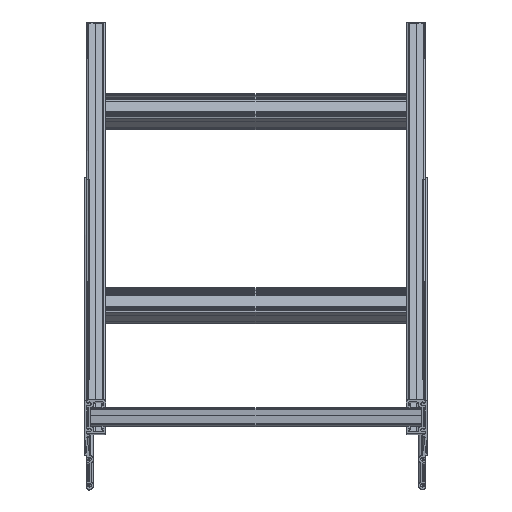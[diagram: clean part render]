
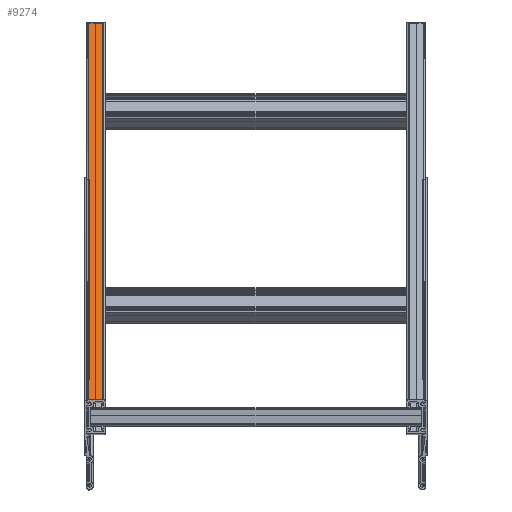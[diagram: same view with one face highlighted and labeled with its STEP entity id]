
A CAD part, top view. The second image highlights one B-rep face of the part: STEP entity #9274.
In plain terms, the highlighted face is planar.
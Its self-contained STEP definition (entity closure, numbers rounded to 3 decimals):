
#369 = DIRECTION ( 'NONE',  ( 0., 0., -1. ) ) ;
#577 = DIRECTION ( 'NONE',  ( 0., -1., 0. ) ) ;
#657 = CARTESIAN_POINT ( 'NONE',  ( -15.5, 0., -1. ) ) ;
#993 = CARTESIAN_POINT ( 'NONE',  ( -15.5, 487.159, -1. ) ) ;
#1138 = VECTOR ( 'NONE', #1493, 1000. ) ;
#1186 = DIRECTION ( 'NONE',  ( 0., -1., 0. ) ) ;
#1344 = EDGE_CURVE ( 'NONE', #6525, #8675, #2814, .T. ) ;
#1493 = DIRECTION ( 'NONE',  ( 0., 0., 1. ) ) ;
#1797 = ORIENTED_EDGE ( 'NONE', *, *, #9695, .F. ) ;
#1914 = ORIENTED_EDGE ( 'NONE', *, *, #1344, .T. ) ;
#2637 = VERTEX_POINT ( 'NONE', #993 ) ;
#2731 = ORIENTED_EDGE ( 'NONE', *, *, #7733, .T. ) ;
#2814 = LINE ( 'NONE', #11302, #1138 ) ;
#4439 = LINE ( 'NONE', #8742, #12376 ) ;
#4475 = LINE ( 'NONE', #5381, #7929 ) ;
#4493 = FACE_OUTER_BOUND ( 'NONE', #4600, .T. ) ;
#4600 = EDGE_LOOP ( 'NONE', ( #1797, #11042, #2731, #1914 ) ) ;
#4709 = CARTESIAN_POINT ( 'NONE',  ( -15.5, 600., -15. ) ) ;
#5381 = CARTESIAN_POINT ( 'NONE',  ( -15.5, 600., -1. ) ) ;
#5524 = DIRECTION ( 'NONE',  ( 1., 0., 0. ) ) ;
#6525 = VERTEX_POINT ( 'NONE', #8370 ) ;
#7243 = AXIS2_PLACEMENT_3D ( 'NONE', #12828, #5524, #11931 ) ;
#7689 = PLANE ( 'NONE',  #7243 ) ;
#7733 = EDGE_CURVE ( 'NONE', #10455, #6525, #8880, .T. ) ;
#7929 = VECTOR ( 'NONE', #1186, 1000. ) ;
#8101 = VECTOR ( 'NONE', #577, 1000. ) ;
#8370 = CARTESIAN_POINT ( 'NONE',  ( -15.5, 0., -15. ) ) ;
#8675 = VERTEX_POINT ( 'NONE', #657 ) ;
#8742 = CARTESIAN_POINT ( 'NONE',  ( -15.5, 487.159, 0. ) ) ;
#8880 = LINE ( 'NONE', #4709, #8101 ) ;
#9274 = ADVANCED_FACE ( 'NONE', ( #4493 ), #7689, .F. ) ;
#9695 = EDGE_CURVE ( 'NONE', #2637, #8675, #4475, .T. ) ;
#10145 = EDGE_CURVE ( 'NONE', #2637, #10455, #4439, .T. ) ;
#10455 = VERTEX_POINT ( 'NONE', #12068 ) ;
#11042 = ORIENTED_EDGE ( 'NONE', *, *, #10145, .T. ) ;
#11302 = CARTESIAN_POINT ( 'NONE',  ( -15.5, 0., -1. ) ) ;
#11931 = DIRECTION ( 'NONE',  ( 0., 0., -1. ) ) ;
#12068 = CARTESIAN_POINT ( 'NONE',  ( -15.5, 487.159, -15. ) ) ;
#12376 = VECTOR ( 'NONE', #369, 1000. ) ;
#12828 = CARTESIAN_POINT ( 'NONE',  ( -15.5, 600., -1. ) ) ;
